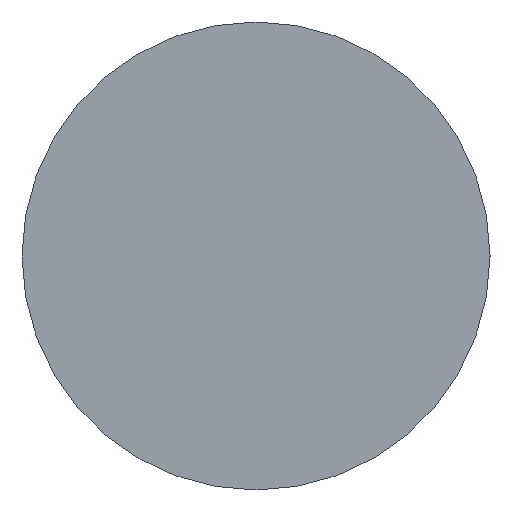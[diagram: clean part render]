
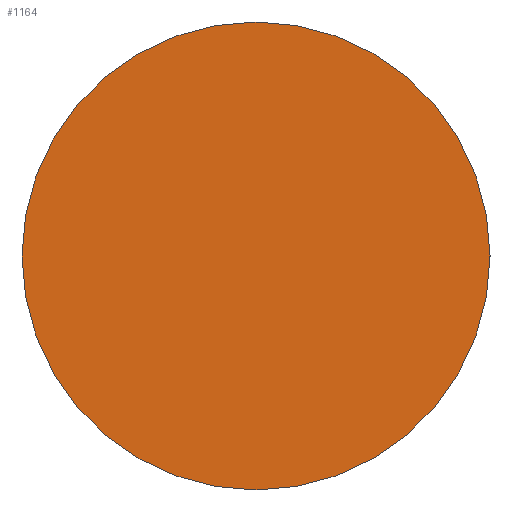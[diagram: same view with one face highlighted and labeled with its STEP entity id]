
A CAD part, left-side view. The second image highlights one B-rep face of the part: STEP entity #1164.
In plain terms, the highlighted planar face has unit normal (-1, 0, 0).
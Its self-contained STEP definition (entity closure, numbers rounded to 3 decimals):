
#79=PLANE('',#1412);
#315=FACE_OUTER_BOUND('',#397,.T.);
#397=EDGE_LOOP('',(#902));
#490=CIRCLE('',#1411,21.5);
#571=VERTEX_POINT('',#2034);
#692=EDGE_CURVE('',#571,#571,#490,.T.);
#902=ORIENTED_EDGE('',*,*,#692,.T.);
#1164=ADVANCED_FACE('',(#315),#79,.T.);
#1411=AXIS2_PLACEMENT_3D('',#2035,#1657,#1658);
#1412=AXIS2_PLACEMENT_3D('',#2037,#1660,#1661);
#1657=DIRECTION('center_axis',(-1.,0.,0.));
#1658=DIRECTION('ref_axis',(0.,0.,1.));
#1660=DIRECTION('center_axis',(-1.,0.,0.));
#1661=DIRECTION('ref_axis',(0.,0.,1.));
#2034=CARTESIAN_POINT('',(0.,-21.5,0.));
#2035=CARTESIAN_POINT('Origin',(0.,0.,
0.));
#2037=CARTESIAN_POINT('Origin',(0.,0.,0.));
